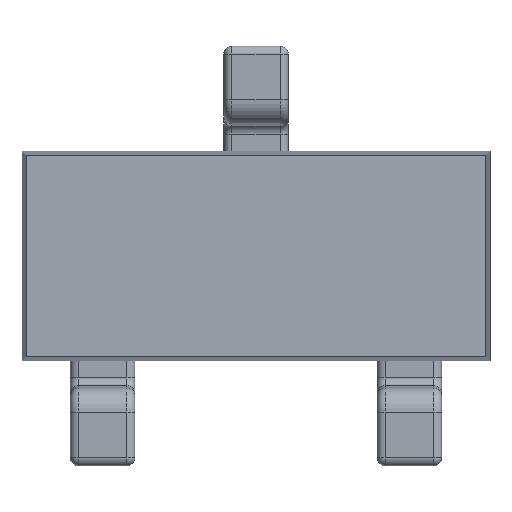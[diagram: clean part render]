
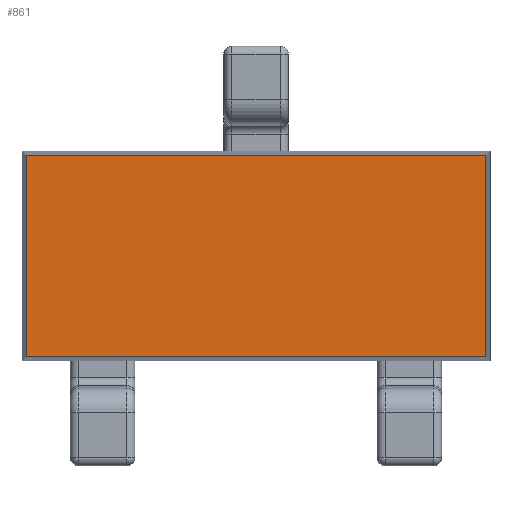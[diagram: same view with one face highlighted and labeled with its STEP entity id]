
A CAD part, front view. The second image highlights one B-rep face of the part: STEP entity #861.
In plain terms, the highlighted planar face has unit normal (0, -1, 0).
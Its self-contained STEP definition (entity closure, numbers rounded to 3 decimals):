
#5 = CARTESIAN_POINT ( 'NONE',  ( 1.424, 0.05, 0.65 ) ) ;
#219 = DIRECTION ( 'NONE',  ( 0., -1., 0. ) ) ;
#243 = ORIENTED_EDGE ( 'NONE', *, *, #449, .T. ) ;
#328 = DIRECTION ( 'NONE',  ( 1., 0., 0. ) ) ;
#356 = CARTESIAN_POINT ( 'NONE',  ( 1.45, 0.05, -0.624 ) ) ;
#375 = VECTOR ( 'NONE', #3857, 1000. ) ;
#422 = ORIENTED_EDGE ( 'NONE', *, *, #810, .T. ) ;
#449 = EDGE_CURVE ( 'NONE', #3890, #1160, #2222, .T. ) ;
#495 = EDGE_CURVE ( 'NONE', #1696, #3890, #2108, .T. ) ;
#667 = ORIENTED_EDGE ( 'NONE', *, *, #1347, .T. ) ;
#769 = CARTESIAN_POINT ( 'NONE',  ( 1.424, 0.05, 0.624 ) ) ;
#810 = EDGE_CURVE ( 'NONE', #1160, #1414, #959, .T. ) ;
#861 = ADVANCED_FACE ( 'NONE', ( #4410 ), #4106, .T. ) ;
#948 = DIRECTION ( 'NONE',  ( 0., 0., -1. ) ) ;
#959 = LINE ( 'NONE', #1624, #1022 ) ;
#1022 = VECTOR ( 'NONE', #1252, 1000. ) ;
#1160 = VERTEX_POINT ( 'NONE', #769 ) ;
#1189 = VECTOR ( 'NONE', #328, 1000. ) ;
#1225 = VECTOR ( 'NONE', #3644, 1000. ) ;
#1252 = DIRECTION ( 'NONE',  ( -1., 0., 0. ) ) ;
#1347 = EDGE_CURVE ( 'NONE', #1414, #1696, #3008, .T. ) ;
#1383 = ORIENTED_EDGE ( 'NONE', *, *, #495, .T. ) ;
#1414 = VERTEX_POINT ( 'NONE', #4083 ) ;
#1422 = CARTESIAN_POINT ( 'NONE',  ( -1.424, 0.05, -0.624 ) ) ;
#1587 = CARTESIAN_POINT ( 'NONE',  ( 0., 0.05, 0. ) ) ;
#1624 = CARTESIAN_POINT ( 'NONE',  ( -1.45, 0.05, 0.624 ) ) ;
#1696 = VERTEX_POINT ( 'NONE', #1422 ) ;
#2076 = EDGE_LOOP ( 'NONE', ( #667, #1383, #243, #422 ) ) ;
#2108 = LINE ( 'NONE', #356, #1189 ) ;
#2222 = LINE ( 'NONE', #5, #375 ) ;
#2305 = CARTESIAN_POINT ( 'NONE',  ( 1.424, 0.05, -0.624 ) ) ;
#2569 = CARTESIAN_POINT ( 'NONE',  ( -1.424, 0.05, -0.65 ) ) ;
#3008 = LINE ( 'NONE', #2569, #1225 ) ;
#3644 = DIRECTION ( 'NONE',  ( 0., 0., -1. ) ) ;
#3857 = DIRECTION ( 'NONE',  ( 0., 0., 1. ) ) ;
#3890 = VERTEX_POINT ( 'NONE', #2305 ) ;
#3920 = AXIS2_PLACEMENT_3D ( 'NONE', #1587, #219, #948 ) ;
#4083 = CARTESIAN_POINT ( 'NONE',  ( -1.424, 0.05, 0.624 ) ) ;
#4106 = PLANE ( 'NONE',  #3920 ) ;
#4410 = FACE_OUTER_BOUND ( 'NONE', #2076, .T. ) ;
